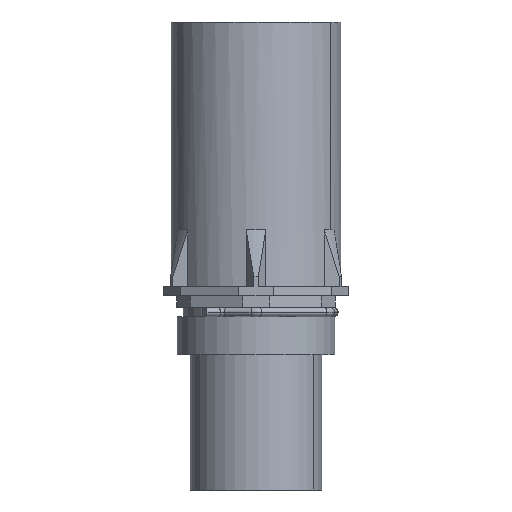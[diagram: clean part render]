
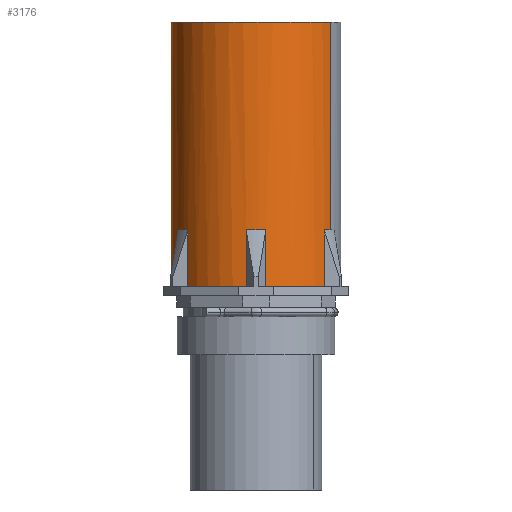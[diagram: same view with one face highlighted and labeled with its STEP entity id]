
A CAD part, front view. The second image highlights one B-rep face of the part: STEP entity #3176.
In plain terms, the highlighted cylindrical face has radius 18.75 mm (diameter 37.5 mm), a partial arc.
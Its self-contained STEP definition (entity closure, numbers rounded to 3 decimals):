
#754=AXIS2_PLACEMENT_3D('Circle Axis2P3D',#752,#753,$) ;
#808=AXIS2_PLACEMENT_3D('Circle Axis2P3D',#806,#807,$) ;
#1074=AXIS2_PLACEMENT_3D('Circle Axis2P3D',#1072,#1073,$) ;
#1121=AXIS2_PLACEMENT_3D('Circle Axis2P3D',#1119,#1120,$) ;
#3038=AXIS2_PLACEMENT_3D('Circle Axis2P3D',#3036,#3037,$) ;
#3082=AXIS2_PLACEMENT_3D('Circle Axis2P3D',#3080,#3081,$) ;
#3094=AXIS2_PLACEMENT_3D('Circle Axis2P3D',#3092,#3093,$) ;
#3113=AXIS2_PLACEMENT_3D('Circle Axis2P3D',#3111,#3112,$) ;
#3127=AXIS2_PLACEMENT_3D('Cylinder Axis2P3D',#3124,#3125,#3126) ;
#721=CARTESIAN_POINT('Vertex',(3.29,28.942,44.9)) ;
#749=CARTESIAN_POINT('Vertex',(3.29,14.058,44.9)) ;
#752=CARTESIAN_POINT('Axis2P3D Location',(20.5,21.5,44.9)) ;
#801=CARTESIAN_POINT('Vertex',(18.34,2.875,44.9)) ;
#806=CARTESIAN_POINT('Axis2P3D Location',(20.5,21.5,44.9)) ;
#810=CARTESIAN_POINT('Vertex',(5.45,10.317,44.9)) ;
#1067=CARTESIAN_POINT('Vertex',(35.55,10.317,44.9)) ;
#1072=CARTESIAN_POINT('Axis2P3D Location',(20.5,21.5,44.9)) ;
#1076=CARTESIAN_POINT('Vertex',(22.66,2.875,44.9)) ;
#1119=CARTESIAN_POINT('Axis2P3D Location',(20.5,21.5,103.3)) ;
#1123=CARTESIAN_POINT('Vertex',(36.955,12.511,103.3)) ;
#1125=CARTESIAN_POINT('Vertex',(4.045,30.489,103.3)) ;
#2674=CARTESIAN_POINT('Line Origine',(3.29,28.942,51.15)) ;
#2678=CARTESIAN_POINT('Vertex',(3.29,28.942,57.4)) ;
#2809=CARTESIAN_POINT('Line Origine',(35.55,10.317,51.15)) ;
#2813=CARTESIAN_POINT('Vertex',(35.55,10.317,57.4)) ;
#2836=CARTESIAN_POINT('Line Origine',(22.66,2.875,51.15)) ;
#2840=CARTESIAN_POINT('Vertex',(22.66,2.875,57.4)) ;
#2863=CARTESIAN_POINT('Line Origine',(18.34,2.875,51.15)) ;
#2867=CARTESIAN_POINT('Vertex',(18.34,2.875,57.4)) ;
#2951=CARTESIAN_POINT('Line Origine',(5.45,10.317,51.15)) ;
#2955=CARTESIAN_POINT('Vertex',(5.45,10.317,57.4)) ;
#3009=CARTESIAN_POINT('Line Origine',(3.29,14.058,51.15)) ;
#3013=CARTESIAN_POINT('Vertex',(3.29,14.058,57.4)) ;
#3036=CARTESIAN_POINT('Axis2P3D Location',(20.5,21.5,57.4)) ;
#3040=CARTESIAN_POINT('Vertex',(4.045,30.489,57.4)) ;
#3080=CARTESIAN_POINT('Axis2P3D Location',(20.5,21.5,57.4)) ;
#3092=CARTESIAN_POINT('Axis2P3D Location',(20.5,21.5,57.4)) ;
#3108=CARTESIAN_POINT('Vertex',(36.955,12.511,57.4)) ;
#3111=CARTESIAN_POINT('Axis2P3D Location',(20.5,21.5,57.4)) ;
#3124=CARTESIAN_POINT('Axis2P3D Location',(20.5,21.5,51.65)) ;
#3129=CARTESIAN_POINT('Line Origine',(4.045,30.489,73.1)) ;
#3134=CARTESIAN_POINT('Line Origine',(36.955,12.511,73.1)) ;
#753=DIRECTION('Axis2P3D Direction',(0.,0.,-1.)) ;
#807=DIRECTION('Axis2P3D Direction',(0.,0.,-1.)) ;
#1073=DIRECTION('Axis2P3D Direction',(0.,0.,-1.)) ;
#1120=DIRECTION('Axis2P3D Direction',(0.,0.,-1.)) ;
#2675=DIRECTION('Vector Direction',(0.,0.,1.)) ;
#2810=DIRECTION('Vector Direction',(0.,0.,1.)) ;
#2837=DIRECTION('Vector Direction',(0.,0.,1.)) ;
#2864=DIRECTION('Vector Direction',(0.,0.,1.)) ;
#2952=DIRECTION('Vector Direction',(0.,0.,1.)) ;
#3010=DIRECTION('Vector Direction',(0.,0.,1.)) ;
#3037=DIRECTION('Axis2P3D Direction',(0.,0.,-1.)) ;
#3081=DIRECTION('Axis2P3D Direction',(0.,0.,-1.)) ;
#3093=DIRECTION('Axis2P3D Direction',(0.,0.,-1.)) ;
#3112=DIRECTION('Axis2P3D Direction',(0.,0.,-1.)) ;
#3125=DIRECTION('Axis2P3D Direction',(0.,0.,-1.)) ;
#3126=DIRECTION('Axis2P3D XDirection',(0.878,-0.479,0.)) ;
#3130=DIRECTION('Vector Direction',(0.,0.,-1.)) ;
#3135=DIRECTION('Vector Direction',(0.,0.,-1.)) ;
#2676=VECTOR('Line Direction',#2675,1.) ;
#2811=VECTOR('Line Direction',#2810,1.) ;
#2838=VECTOR('Line Direction',#2837,1.) ;
#2865=VECTOR('Line Direction',#2864,1.) ;
#2953=VECTOR('Line Direction',#2952,1.) ;
#3011=VECTOR('Line Direction',#3010,1.) ;
#3131=VECTOR('Line Direction',#3130,1.) ;
#3136=VECTOR('Line Direction',#3135,1.) ;
#3159=ORIENTED_EDGE('',*,*,#3084,.T.) ;
#3160=ORIENTED_EDGE('',*,*,#2957,.F.) ;
#3161=ORIENTED_EDGE('',*,*,#812,.F.) ;
#3162=ORIENTED_EDGE('',*,*,#2869,.T.) ;
#3163=ORIENTED_EDGE('',*,*,#3096,.T.) ;
#3164=ORIENTED_EDGE('',*,*,#2842,.F.) ;
#3165=ORIENTED_EDGE('',*,*,#1078,.F.) ;
#3166=ORIENTED_EDGE('',*,*,#2815,.T.) ;
#3167=ORIENTED_EDGE('',*,*,#3115,.T.) ;
#3168=ORIENTED_EDGE('',*,*,#3138,.T.) ;
#3169=ORIENTED_EDGE('',*,*,#1127,.T.) ;
#3170=ORIENTED_EDGE('',*,*,#3133,.F.) ;
#3171=ORIENTED_EDGE('',*,*,#3042,.T.) ;
#3172=ORIENTED_EDGE('',*,*,#2680,.F.) ;
#3173=ORIENTED_EDGE('',*,*,#756,.F.) ;
#3174=ORIENTED_EDGE('',*,*,#3015,.T.) ;
#3176=ADVANCED_FACE('Hauptk\X2\00F6\X0\rper',(#3175),#3128,.T.) ;
#755=CIRCLE('generated circle',#754,18.75) ;
#809=CIRCLE('generated circle',#808,18.75) ;
#1075=CIRCLE('generated circle',#1074,18.75) ;
#1122=CIRCLE('generated circle',#1121,18.75) ;
#3039=CIRCLE('generated circle',#3038,18.75) ;
#3083=CIRCLE('generated circle',#3082,18.75) ;
#3095=CIRCLE('generated circle',#3094,18.75) ;
#3114=CIRCLE('generated circle',#3113,18.75) ;
#3128=CYLINDRICAL_SURFACE('generated cylinder',#3127,18.75) ;
#756=EDGE_CURVE('',#750,#722,#755,.T.) ;
#812=EDGE_CURVE('',#802,#811,#809,.T.) ;
#1078=EDGE_CURVE('',#1068,#1077,#1075,.T.) ;
#1127=EDGE_CURVE('',#1124,#1126,#1122,.T.) ;
#2680=EDGE_CURVE('',#722,#2679,#2677,.T.) ;
#2815=EDGE_CURVE('',#1068,#2814,#2812,.T.) ;
#2842=EDGE_CURVE('',#1077,#2841,#2839,.T.) ;
#2869=EDGE_CURVE('',#802,#2868,#2866,.T.) ;
#2957=EDGE_CURVE('',#811,#2956,#2954,.T.) ;
#3015=EDGE_CURVE('',#750,#3014,#3012,.T.) ;
#3042=EDGE_CURVE('',#3041,#2679,#3039,.F.) ;
#3084=EDGE_CURVE('',#3014,#2956,#3083,.F.) ;
#3096=EDGE_CURVE('',#2868,#2841,#3095,.F.) ;
#3115=EDGE_CURVE('',#2814,#3109,#3114,.F.) ;
#3133=EDGE_CURVE('',#3041,#1126,#3132,.F.) ;
#3138=EDGE_CURVE('',#3109,#1124,#3137,.F.) ;
#3158=EDGE_LOOP('',(#3159,#3160,#3161,#3162,#3163,#3164,#3165,#3166,#3167,#3168,#3169,#3170,#3171,#3172,#3173,#3174)) ;
#3175=FACE_OUTER_BOUND('',#3158,.T.) ;
#2677=LINE('Line',#2674,#2676) ;
#2812=LINE('Line',#2809,#2811) ;
#2839=LINE('Line',#2836,#2838) ;
#2866=LINE('Line',#2863,#2865) ;
#2954=LINE('Line',#2951,#2953) ;
#3012=LINE('Line',#3009,#3011) ;
#3132=LINE('Line',#3129,#3131) ;
#3137=LINE('Line',#3134,#3136) ;
#722=VERTEX_POINT('',#721) ;
#750=VERTEX_POINT('',#749) ;
#802=VERTEX_POINT('',#801) ;
#811=VERTEX_POINT('',#810) ;
#1068=VERTEX_POINT('',#1067) ;
#1077=VERTEX_POINT('',#1076) ;
#1124=VERTEX_POINT('',#1123) ;
#1126=VERTEX_POINT('',#1125) ;
#2679=VERTEX_POINT('',#2678) ;
#2814=VERTEX_POINT('',#2813) ;
#2841=VERTEX_POINT('',#2840) ;
#2868=VERTEX_POINT('',#2867) ;
#2956=VERTEX_POINT('',#2955) ;
#3014=VERTEX_POINT('',#3013) ;
#3041=VERTEX_POINT('',#3040) ;
#3109=VERTEX_POINT('',#3108) ;
